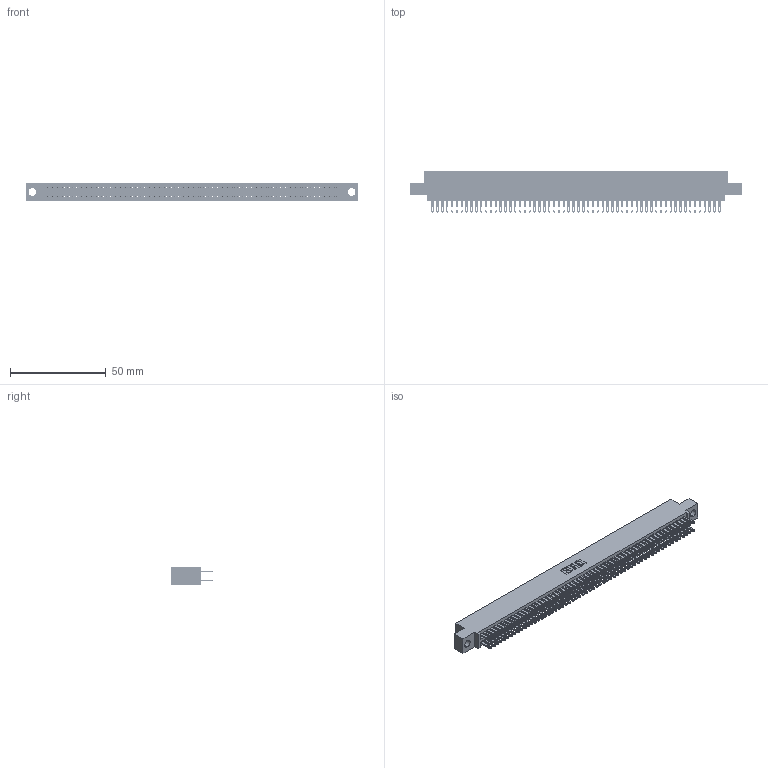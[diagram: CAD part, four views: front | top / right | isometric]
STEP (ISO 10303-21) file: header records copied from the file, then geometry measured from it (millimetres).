
FILE_DESCRIPTION (( 'STEP AP203' ), '1' );
FILE_NAME ('345-120-500-504.STEP', '2021-05-25T16:41:11', ( '' ), ( '' ), 'SwSTEP 2.0', 'SolidWorks 2020', '' );
FILE_SCHEMA (( 'CONFIG_CONTROL_DESIGN' ));
Length unit declared in the file: inch
Products named in the file (3): 345-292-001_345-293-100; 345 Part_0.110 Offset - 0.156 Dia-TI; 345-120-500-504
Assembly tree (121 placements, depth 2):
  345-120-500-504
    345 Part_0.110 Offset - 0.156 Dia-TI
    345-292-001_345-293-100  x120
Bounding box: 173.61 x 21.51 x 9.4 mm (x, y, z)
Volume: 17219 mm3; surface area: 26969.6 mm2
Topology: 121 solids, 121 shells, 5664 faces, 17309 edges, 11538 vertices
Faces by surface type: plane 3338, cylinder 2326
Entity records: 45135 total; most frequent: CARTESIAN_POINT 7554, ORIENTED_EDGE 7486, DIRECTION 6639, EDGE_CURVE 3743, LINE 3367, VECTOR 3367, VERTEX_POINT 2494, AXIS2_PLACEMENT_3D 1636
